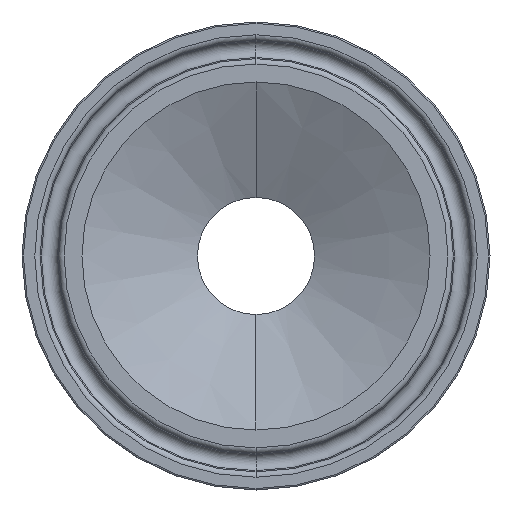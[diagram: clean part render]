
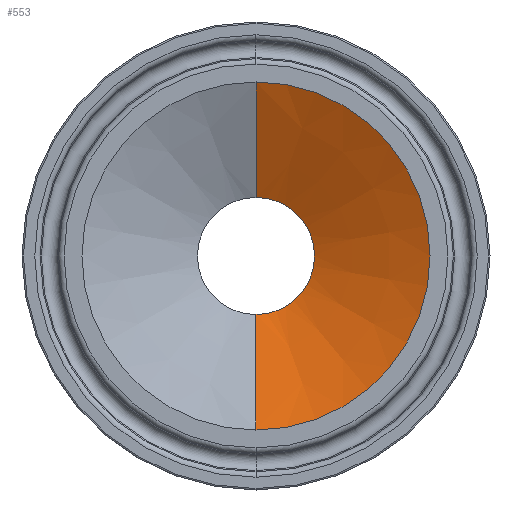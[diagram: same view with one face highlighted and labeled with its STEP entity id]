
A CAD part, left-side view. The second image highlights one B-rep face of the part: STEP entity #553.
In plain terms, the highlighted conical face has half-angle 64.993 degrees and reference radius 23.8 mm.
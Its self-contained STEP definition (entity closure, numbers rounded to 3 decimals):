
#8 = VERTEX_POINT ( 'NONE', #486 ) ;
#10 = ORIENTED_EDGE ( 'NONE', *, *, #248, .F. ) ;
#21 = DIRECTION ( 'NONE',  ( -0.423, 0., 0.906 ) ) ;
#42 = ORIENTED_EDGE ( 'NONE', *, *, #376, .T. ) ;
#59 = VERTEX_POINT ( 'NONE', #944 ) ;
#63 = CARTESIAN_POINT ( 'NONE',  ( 7.37, 0., 8. ) ) ;
#84 = CARTESIAN_POINT ( 'NONE',  ( 7.37, 0., 0. ) ) ;
#100 = CARTESIAN_POINT ( 'NONE',  ( 0., 0., 23.8 ) ) ;
#106 = CARTESIAN_POINT ( 'NONE',  ( 0., 0., -23.8 ) ) ;
#127 = EDGE_CURVE ( 'NONE', #454, #8, #675, .T. ) ;
#136 = ORIENTED_EDGE ( 'NONE', *, *, #379, .F. ) ;
#194 = VECTOR ( 'NONE', #640, 1000. ) ;
#227 = CONICAL_SURFACE ( 'NONE', #923, 23.8, 1.134 ) ;
#238 = DIRECTION ( 'NONE',  ( 1., 0., 0. ) ) ;
#248 = EDGE_CURVE ( 'NONE', #802, #59, #372, .T. ) ;
#295 = AXIS2_PLACEMENT_3D ( 'NONE', #1169, #1083, #1012 ) ;
#359 = EDGE_LOOP ( 'NONE', ( #361, #42, #10, #136 ) ) ;
#361 = ORIENTED_EDGE ( 'NONE', *, *, #127, .T. ) ;
#370 = VECTOR ( 'NONE', #21, 1000. ) ;
#372 = CIRCLE ( 'NONE', #295, 23.8 ) ;
#376 = EDGE_CURVE ( 'NONE', #8, #59, #927, .T. ) ;
#379 = EDGE_CURVE ( 'NONE', #454, #802, #838, .T. ) ;
#454 = VERTEX_POINT ( 'NONE', #63 ) ;
#486 = CARTESIAN_POINT ( 'NONE',  ( 7.37, 0., -8. ) ) ;
#553 = ADVANCED_FACE ( 'NONE', ( #706 ), #227, .F. ) ;
#640 = DIRECTION ( 'NONE',  ( -0.423, 0., -0.906 ) ) ;
#675 = CIRCLE ( 'NONE', #933, 8. ) ;
#706 = FACE_OUTER_BOUND ( 'NONE', #359, .T. ) ;
#713 = DIRECTION ( 'NONE',  ( 0., 0., 1. ) ) ;
#802 = VERTEX_POINT ( 'NONE', #847 ) ;
#838 = LINE ( 'NONE', #100, #370 ) ;
#847 = CARTESIAN_POINT ( 'NONE',  ( 0., 0., 23.8 ) ) ;
#899 = DIRECTION ( 'NONE',  ( -1., 0., 0. ) ) ;
#923 = AXIS2_PLACEMENT_3D ( 'NONE', #954, #899, #713 ) ;
#927 = LINE ( 'NONE', #106, #194 ) ;
#933 = AXIS2_PLACEMENT_3D ( 'NONE', #84, #238, #1150 ) ;
#944 = CARTESIAN_POINT ( 'NONE',  ( 0., 0., -23.8 ) ) ;
#954 = CARTESIAN_POINT ( 'NONE',  ( 0., 0., 0. ) ) ;
#1012 = DIRECTION ( 'NONE',  ( 0., 0., -1. ) ) ;
#1083 = DIRECTION ( 'NONE',  ( 1., 0., 0. ) ) ;
#1150 = DIRECTION ( 'NONE',  ( 0., 0., -1. ) ) ;
#1169 = CARTESIAN_POINT ( 'NONE',  ( 0., 0., 0. ) ) ;
